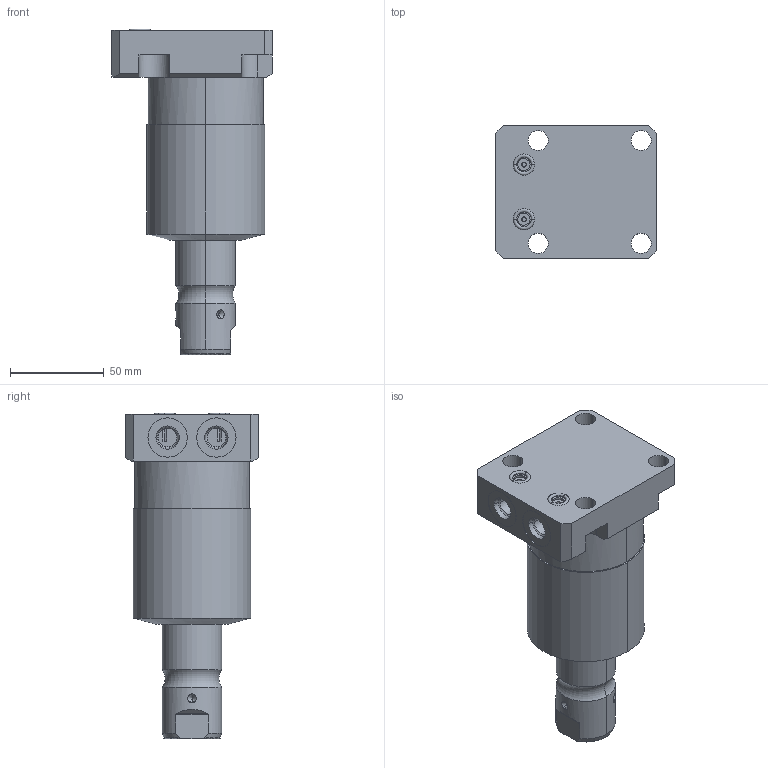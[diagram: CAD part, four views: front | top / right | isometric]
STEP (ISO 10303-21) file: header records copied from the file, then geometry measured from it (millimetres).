
FILE_DESCRIPTION((''),'2;1');
FILE_NAME('ILC14281800','2011-11-11T',('jdw'),(''),'PRO/ENGINEER BY PARAMETRIC TECHNOLOGY CORPORATION, 2007460','PRO/ENGINEER BY PARAMETRIC TECHNOLOGY CORPORATION, 2007460','');
FILE_SCHEMA(('AUTOMOTIVE_DESIGN_CC2 { 1 2 10303 214 -1 1 5 2 }'));
Length unit declared in the file: inch
Products named in the file (1): ILC14281800
Bounding box: 85.5 x 70.87 x 173.38 mm (x, y, z)
Volume: 436786.2 mm3; surface area: 46228.7 mm2
Topology: 1 solids, 1 shells, 125 faces, 317 edges, 194 vertices
Faces by surface type: plane 47, cylinder 46, cone 20, torus 12
Entity records: 5160 total; most frequent: CARTESIAN_POINT 788, DIRECTION 665, ORIENTED_EDGE 618, PRESENTATION_STYLE_ASSIGNMENT 331, STYLED_ITEM 310, CURVE_STYLE 309, EDGE_CURVE 309, AXIS2_PLACEMENT_3D 255
